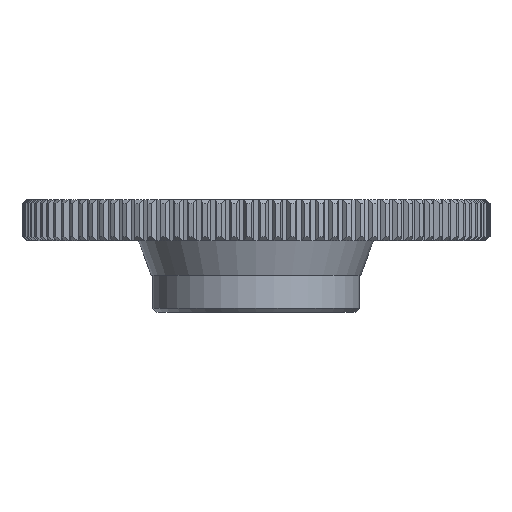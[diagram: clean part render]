
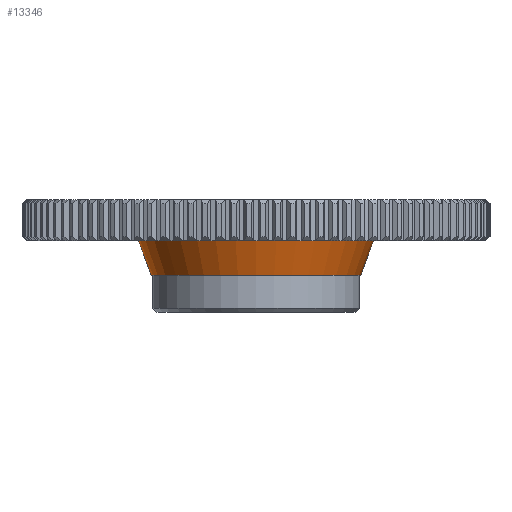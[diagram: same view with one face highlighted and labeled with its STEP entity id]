
A CAD part, front view. The second image highlights one B-rep face of the part: STEP entity #13346.
In plain terms, the highlighted conical face has half-angle 20.3 degrees and reference radius 7.678 mm.
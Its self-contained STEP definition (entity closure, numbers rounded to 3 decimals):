
#380=CONICAL_SURFACE('',#14452,7.678,0.354);
#786=CIRCLE('',#14364,8.525);
#787=CIRCLE('',#14365,8.525);
#818=CIRCLE('',#14451,7.6);
#1500=FACE_OUTER_BOUND('',#2186,.T.);
#2186=EDGE_LOOP('',(#12320,#12321,#12322,#12323,#12324));
#3300=LINE('',#23581,#4414);
#4414=VECTOR('',#17752,7.678);
#6076=VERTEX_POINT('',#22158);
#6077=VERTEX_POINT('',#22159);
#6228=VERTEX_POINT('',#23578);
#8030=EDGE_CURVE('',#6076,#6077,#786,.T.);
#8031=EDGE_CURVE('',#6077,#6076,#787,.T.);
#8259=EDGE_CURVE('',#6228,#6228,#818,.T.);
#8260=EDGE_CURVE('',#6077,#6228,#3300,.T.);
#12320=ORIENTED_EDGE('',*,*,#8030,.F.);
#12321=ORIENTED_EDGE('',*,*,#8031,.F.);
#12322=ORIENTED_EDGE('',*,*,#8260,.T.);
#12323=ORIENTED_EDGE('',*,*,#8259,.T.);
#12324=ORIENTED_EDGE('',*,*,#8260,.F.);
#13346=ADVANCED_FACE('',(#1500),#380,.T.);
#14364=AXIS2_PLACEMENT_3D('',#22160,#17461,#17462);
#14365=AXIS2_PLACEMENT_3D('',#22161,#17463,#17464);
#14451=AXIS2_PLACEMENT_3D('',#23579,#17748,#17749);
#14452=AXIS2_PLACEMENT_3D('',#23580,#17750,#17751);
#17461=DIRECTION('center_axis',(0.,0.,1.));
#17462=DIRECTION('ref_axis',(1.,0.,0.));
#17463=DIRECTION('center_axis',(0.,0.,1.));
#17464=DIRECTION('ref_axis',(1.,0.,0.));
#17748=DIRECTION('center_axis',(0.,0.,1.));
#17749=DIRECTION('ref_axis',(1.,0.,0.));
#17750=DIRECTION('center_axis',(0.,0.,1.));
#17751=DIRECTION('ref_axis',(1.,0.,0.));
#17752=DIRECTION('',(0.347,0.,-0.938));
#22158=CARTESIAN_POINT('',(8.525,0.,5.2));
#22159=CARTESIAN_POINT('',(-8.525,0.,5.2));
#22160=CARTESIAN_POINT('Origin',(0.,0.,5.2));
#22161=CARTESIAN_POINT('Origin',(0.,0.,5.2));
#23578=CARTESIAN_POINT('',(-7.6,0.,2.7));
#23579=CARTESIAN_POINT('Origin',(0.,0.,2.7));
#23580=CARTESIAN_POINT('Origin',(0.,0.,2.911));
#23581=CARTESIAN_POINT('',(-7.678,0.,2.911));
